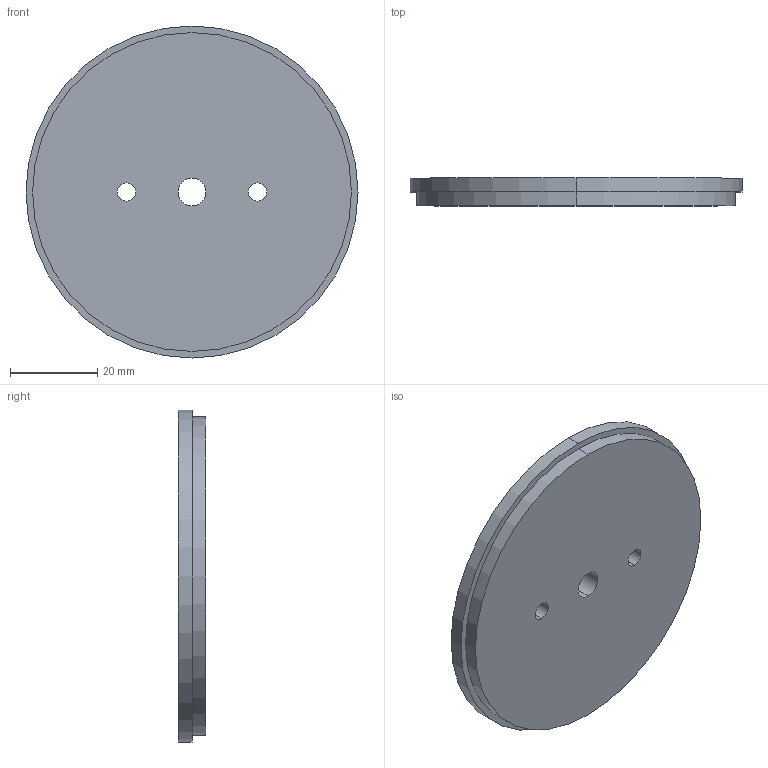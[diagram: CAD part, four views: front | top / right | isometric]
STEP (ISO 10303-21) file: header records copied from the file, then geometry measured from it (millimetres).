
FILE_DESCRIPTION (( 'STEP AP203' ), '1' );
FILE_NAME ('Avionics Bulkhead_Default_sldprt.STEP', '2023-07-18T01:01:44', ( '' ), ( '' ), 'SwSTEP 2.0', 'SolidWorks 2022', '' );
FILE_SCHEMA (( 'CONFIG_CONTROL_DESIGN' ));
Length unit declared in the file: centimetre
Products named in the file (1): Avionics Bulkhead_Default_sldprt
Bounding box: 76 x 6.35 x 76 mm (x, y, z)
Volume: 27317.7 mm3; surface area: 10734.2 mm2
Topology: 1 solids, 1 shells, 13 faces, 30 edges, 20 vertices
Faces by surface type: cylinder 10, plane 3
Entity records: 473 total; most frequent: DIRECTION 78, CARTESIAN_POINT 64, ORIENTED_EDGE 60, AXIS2_PLACEMENT_3D 34, EDGE_CURVE 30, EDGE_LOOP 20, CIRCLE 20, VERTEX_POINT 20
